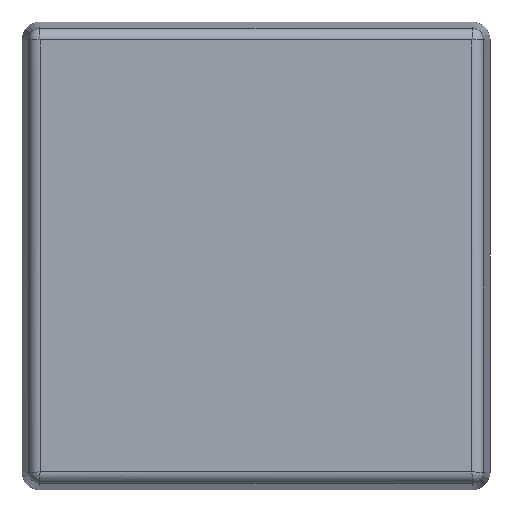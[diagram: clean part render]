
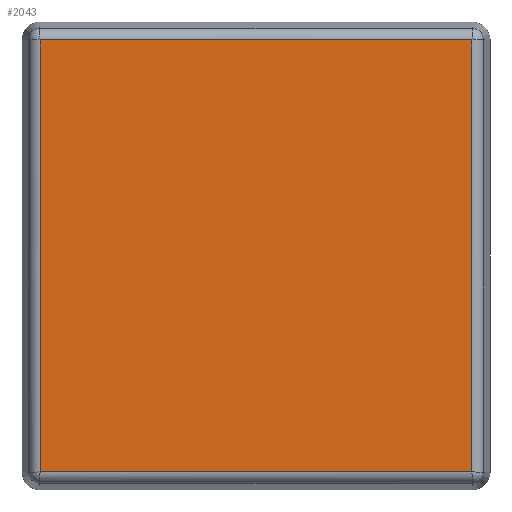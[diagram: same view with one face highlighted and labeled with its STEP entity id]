
A CAD part, top view. The second image highlights one B-rep face of the part: STEP entity #2043.
In plain terms, the highlighted planar face has unit normal (0, 0, 1).
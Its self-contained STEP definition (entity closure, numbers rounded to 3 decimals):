
#88 = LINE ( 'NONE', #1517, #775 ) ;
#89 = AXIS2_PLACEMENT_3D ( 'NONE', #1438, #2002, #1228 ) ;
#195 = FACE_OUTER_BOUND ( 'NONE', #732, .T. ) ;
#219 = VECTOR ( 'NONE', #1739, 1000. ) ;
#237 = VECTOR ( 'NONE', #970, 1000. ) ;
#251 = VERTEX_POINT ( 'NONE', #2077 ) ;
#362 = VERTEX_POINT ( 'NONE', #1886 ) ;
#443 = LINE ( 'NONE', #2224, #237 ) ;
#449 = CARTESIAN_POINT ( 'NONE',  ( -18.456, 18.456, 4. ) ) ;
#502 = ORIENTED_EDGE ( 'NONE', *, *, #1700, .T. ) ;
#732 = EDGE_LOOP ( 'NONE', ( #1313, #1261, #1079, #502 ) ) ;
#775 = VECTOR ( 'NONE', #1133, 1000. ) ;
#909 = VERTEX_POINT ( 'NONE', #449 ) ;
#914 = PLANE ( 'NONE',  #89 ) ;
#942 = VECTOR ( 'NONE', #2288, 1000. ) ;
#970 = DIRECTION ( 'NONE',  ( 0., -1., 0. ) ) ;
#1079 = ORIENTED_EDGE ( 'NONE', *, *, #1112, .T. ) ;
#1112 = EDGE_CURVE ( 'NONE', #251, #362, #1556, .T. ) ;
#1133 = DIRECTION ( 'NONE',  ( 1., 0., 0. ) ) ;
#1228 = DIRECTION ( 'NONE',  ( 1., 0., 0. ) ) ;
#1261 = ORIENTED_EDGE ( 'NONE', *, *, #1538, .T. ) ;
#1313 = ORIENTED_EDGE ( 'NONE', *, *, #2219, .T. ) ;
#1438 = CARTESIAN_POINT ( 'NONE',  ( 18.5, -18.5, 4. ) ) ;
#1517 = CARTESIAN_POINT ( 'NONE',  ( 18.5, -18.456, 4. ) ) ;
#1538 = EDGE_CURVE ( 'NONE', #1579, #251, #88, .T. ) ;
#1556 = LINE ( 'NONE', #2281, #219 ) ;
#1561 = LINE ( 'NONE', #2079, #942 ) ;
#1579 = VERTEX_POINT ( 'NONE', #1708 ) ;
#1700 = EDGE_CURVE ( 'NONE', #362, #909, #1561, .T. ) ;
#1708 = CARTESIAN_POINT ( 'NONE',  ( -18.456, -18.456, 4. ) ) ;
#1739 = DIRECTION ( 'NONE',  ( 0., 1., 0. ) ) ;
#1886 = CARTESIAN_POINT ( 'NONE',  ( 18.456, 18.456, 4. ) ) ;
#2002 = DIRECTION ( 'NONE',  ( 0., 0., 1. ) ) ;
#2043 = ADVANCED_FACE ( 'NONE', ( #195 ), #914, .T. ) ;
#2077 = CARTESIAN_POINT ( 'NONE',  ( 18.456, -18.456, 4. ) ) ;
#2079 = CARTESIAN_POINT ( 'NONE',  ( -18.5, 18.456, 4. ) ) ;
#2219 = EDGE_CURVE ( 'NONE', #909, #1579, #443, .T. ) ;
#2224 = CARTESIAN_POINT ( 'NONE',  ( -18.456, -18.5, 4. ) ) ;
#2281 = CARTESIAN_POINT ( 'NONE',  ( 18.456, 18.5, 4. ) ) ;
#2288 = DIRECTION ( 'NONE',  ( -1., 0., 0. ) ) ;
